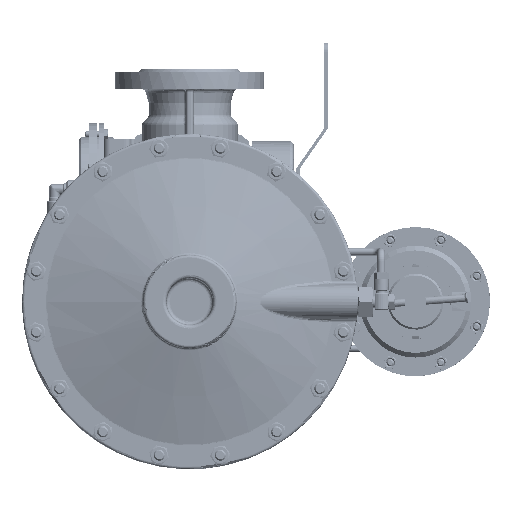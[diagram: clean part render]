
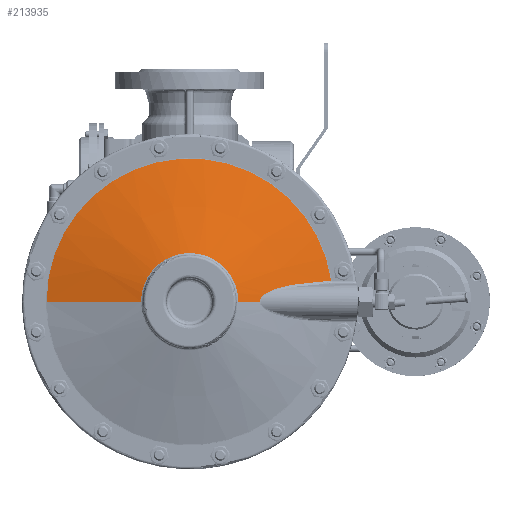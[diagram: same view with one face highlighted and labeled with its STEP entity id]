
A CAD part, front view. The second image highlights one B-rep face of the part: STEP entity #213935.
In plain terms, the highlighted conical face has half-angle 75 degrees and reference radius 102.921 mm.
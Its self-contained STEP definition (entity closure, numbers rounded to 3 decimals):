
#4819 = CARTESIAN_POINT ( 'NONE',  ( 511.664, -149.02, -45.719 ) ) ;
#9573 = LINE ( 'NONE', #90952, #112143 ) ;
#12567 = FACE_OUTER_BOUND ( 'NONE', #243147, .T. ) ;
#13268 = DIRECTION ( 'NONE',  ( 0., 1., 0. ) ) ;
#13325 = DIRECTION ( 'NONE',  ( 0., 1., 0. ) ) ;
#16854 = CARTESIAN_POINT ( 'NONE',  ( 469.337, -160.427, -50.588 ) ) ;
#17732 = CARTESIAN_POINT ( 'NONE',  ( 446.017, -166.934, -59.412 ) ) ;
#18599 = CARTESIAN_POINT ( 'NONE',  ( 440.579, -168.499, -67.5 ) ) ;
#25386 = CARTESIAN_POINT ( 'NONE',  ( 509.566, -149.58, -45.819 ) ) ;
#27728 = VERTEX_POINT ( 'NONE', #111585 ) ;
#27731 = EDGE_CURVE ( 'NONE', #200539, #27728, #9573, .T. ) ;
#31460 = DIRECTION ( 'NONE',  ( 0., 1., 0. ) ) ;
#36555 = CARTESIAN_POINT ( 'NONE',  ( 506.794, -150.32, -45.951 ) ) ;
#37427 = CARTESIAN_POINT ( 'NONE',  ( 464.915, -161.643, -51.655 ) ) ;
#38302 = CARTESIAN_POINT ( 'NONE',  ( 444.206, -167.452, -60.836 ) ) ;
#39917 = EDGE_CURVE ( 'NONE', #142056, #200539, #72429, .T. ) ;
#45975 = CARTESIAN_POINT ( 'NONE',  ( 507.641, -150.094, -45.911 ) ) ;
#50058 = EDGE_CURVE ( 'NONE', #166470, #27728, #123691, .T. ) ;
#58054 = CARTESIAN_POINT ( 'NONE',  ( 460.526, -162.856, -52.894 ) ) ;
#58904 = CARTESIAN_POINT ( 'NONE',  ( 442.575, -167.922, -62.5 ) ) ;
#64602 = ORIENTED_EDGE ( 'NONE', *, *, #27731, .T. ) ;
#66591 = CARTESIAN_POINT ( 'NONE',  ( 506.794, -150.32, -45.951 ) ) ;
#72429 = CIRCLE ( 'NONE', #197375, 52.224 ) ;
#74250 = DIRECTION ( 'NONE',  ( -1., 0., 0. ) ) ;
#78667 = CARTESIAN_POINT ( 'NONE',  ( 456.216, -164.055, -54.338 ) ) ;
#79559 = CARTESIAN_POINT ( 'NONE',  ( 441.688, -168.178, -63.774 ) ) ;
#79986 = CARTESIAN_POINT ( 'NONE',  ( 313.109, -174.668, -67.5 ) ) ;
#86358 = CARTESIAN_POINT ( 'NONE',  ( 517.36, -147.499, -45.448 ) ) ;
#89396 = EDGE_CURVE ( 'NONE', #142056, #134306, #153837, .T. ) ;
#90952 = CARTESIAN_POINT ( 'NONE',  ( 468.254, -161.084, -67.5 ) ) ;
#94804 = CARTESIAN_POINT ( 'NONE',  ( 365.333, -161.084, -67.5 ) ) ;
#96167 = CIRCLE ( 'NONE', #188838, 153.619 ) ;
#98369 = CARTESIAN_POINT ( 'NONE',  ( 494.706, -153.551, -46.71 ) ) ;
#98497 = DIRECTION ( 'NONE',  ( -0.966, 0.259, 0. ) ) ;
#99268 = CARTESIAN_POINT ( 'NONE',  ( 452.011, -165.235, -56.048 ) ) ;
#100113 = CARTESIAN_POINT ( 'NONE',  ( 441.145, -168.335, -64.818 ) ) ;
#105160 = CARTESIAN_POINT ( 'NONE',  ( 516.86, -147.633, -45.472 ) ) ;
#106937 = CARTESIAN_POINT ( 'NONE',  ( 515.858, -147.9, -45.52 ) ) ;
#110629 = B_SPLINE_CURVE_WITH_KNOTS ( 'NONE', 3,
 ( #86358, #105160, #106937, #250200, #127549, #4819, #148069, #25386, #168626, #45975, #189267, #66591 ),
 .UNSPECIFIED., .F., .F.,
 ( 4, 1, 1, 1, 1, 1, 1, 1, 1, 4 ),
 ( 0., 0.142, 0.284, 0.426, 0.548, 0.643, 0.738, 0.832, 0.927, 1. ),
 .UNSPECIFIED. ) ;
#111585 = CARTESIAN_POINT ( 'NONE',  ( 440.579, -168.499, -67.5 ) ) ;
#112143 = VECTOR ( 'NONE', #152745, 1000. ) ;
#113106 = CARTESIAN_POINT ( 'NONE',  ( 211.714, -147.499, -67.5 ) ) ;
#118644 = VERTEX_POINT ( 'NONE', #212555 ) ;
#119003 = CARTESIAN_POINT ( 'NONE',  ( 482.714, -156.785, -48.157 ) ) ;
#119881 = CARTESIAN_POINT ( 'NONE',  ( 448.622, -166.193, -57.775 ) ) ;
#120757 = CARTESIAN_POINT ( 'NONE',  ( 440.763, -168.446, -65.933 ) ) ;
#123691 = B_SPLINE_CURVE_WITH_KNOTS ( 'NONE', 3,
 ( #36555, #159280, #98369, #241638, #119003, #262252, #139612, #16854, #160138, #37427, #180736, #58054, #201278, #78667, #221853, #99268, #242519, #119881, #263137, #140496, #17732, #161001, #38302, #181620, #58904, #202166, #79559, #222728, #100113, #243389, #120757, #264011, #141350, #18599 ),
 .UNSPECIFIED., .F., .F.,
 ( 4, 2, 2, 2, 2, 2, 2, 2, 2, 2, 2, 2, 2, 2, 2, 2, 4 ),
 ( 0., 0.25, 0.375, 0.5, 0.563, 0.625, 0.688, 0.75, 0.813, 0.844, 0.875, 0.906, 0.938, 0.953, 0.969, 0.984, 1. ),
 .UNSPECIFIED. ) ;
#124953 = ORIENTED_EDGE ( 'NONE', *, *, #50058, .F. ) ;
#127549 = CARTESIAN_POINT ( 'NONE',  ( 512.926, -148.683, -45.659 ) ) ;
#134306 = VERTEX_POINT ( 'NONE', #113106 ) ;
#135585 = ORIENTED_EDGE ( 'NONE', *, *, #144666, .F. ) ;
#136045 = CARTESIAN_POINT ( 'NONE',  ( 365.333, -147.499, -67.5 ) ) ;
#139612 = CARTESIAN_POINT ( 'NONE',  ( 473.777, -159.212, -49.642 ) ) ;
#140496 = CARTESIAN_POINT ( 'NONE',  ( 446.654, -166.752, -58.978 ) ) ;
#141350 = CARTESIAN_POINT ( 'NONE',  ( 440.579, -168.499, -67.107 ) ) ;
#142056 = VERTEX_POINT ( 'NONE', #79986 ) ;
#144666 = EDGE_CURVE ( 'NONE', #118644, #166470, #110629, .T. ) ;
#148069 = CARTESIAN_POINT ( 'NONE',  ( 510.568, -149.313, -45.772 ) ) ;
#152745 = DIRECTION ( 'NONE',  ( 0.966, 0.259, 0. ) ) ;
#153837 = LINE ( 'NONE', #221109, #208227 ) ;
#154203 = CARTESIAN_POINT ( 'NONE',  ( 365.333, -174.668, -67.5 ) ) ;
#156567 = DIRECTION ( 'NONE',  ( 0.99, 0., -0.144 ) ) ;
#159280 = CARTESIAN_POINT ( 'NONE',  ( 500.737, -151.936, -46.24 ) ) ;
#160138 = CARTESIAN_POINT ( 'NONE',  ( 467.861, -160.832, -50.925 ) ) ;
#161001 = CARTESIAN_POINT ( 'NONE',  ( 444.794, -167.284, -60.341 ) ) ;
#163154 = CONICAL_SURFACE ( 'NONE', #179567, 102.921, 1.309 ) ;
#166470 = VERTEX_POINT ( 'NONE', #206074 ) ;
#168626 = CARTESIAN_POINT ( 'NONE',  ( 508.565, -149.847, -45.867 ) ) ;
#174751 = DIRECTION ( 'NONE',  ( 1., 0., 0. ) ) ;
#179567 = AXIS2_PLACEMENT_3D ( 'NONE', #94804, #13325, #74250 ) ;
#180736 = CARTESIAN_POINT ( 'NONE',  ( 463.443, -162.049, -52.047 ) ) ;
#181620 = CARTESIAN_POINT ( 'NONE',  ( 443.099, -167.771, -61.912 ) ) ;
#188838 = AXIS2_PLACEMENT_3D ( 'NONE', #136045, #13268, #156567 ) ;
#189267 = CARTESIAN_POINT ( 'NONE',  ( 507.05, -150.251, -45.939 ) ) ;
#197375 = AXIS2_PLACEMENT_3D ( 'NONE', #154203, #31460, #174751 ) ;
#200539 = VERTEX_POINT ( 'NONE', #221876 ) ;
#201278 = CARTESIAN_POINT ( 'NONE',  ( 459.079, -163.258, -53.349 ) ) ;
#202166 = CARTESIAN_POINT ( 'NONE',  ( 441.897, -168.117, -63.447 ) ) ;
#206074 = CARTESIAN_POINT ( 'NONE',  ( 506.794, -150.32, -45.951 ) ) ;
#208227 = VECTOR ( 'NONE', #98497, 1000. ) ;
#212555 = CARTESIAN_POINT ( 'NONE',  ( 517.36, -147.499, -45.448 ) ) ;
#213935 = ADVANCED_FACE ( 'NONE', ( #12567 ), #163154, .T. ) ;
#221109 = CARTESIAN_POINT ( 'NONE',  ( 262.412, -161.084, -67.5 ) ) ;
#221259 = ORIENTED_EDGE ( 'NONE', *, *, #39917, .T. ) ;
#221853 = CARTESIAN_POINT ( 'NONE',  ( 454.801, -164.451, -54.872 ) ) ;
#221876 = CARTESIAN_POINT ( 'NONE',  ( 417.556, -174.668, -67.5 ) ) ;
#222728 = CARTESIAN_POINT ( 'NONE',  ( 441.312, -168.287, -64.459 ) ) ;
#233250 = EDGE_CURVE ( 'NONE', #134306, #118644, #96167, .T. ) ;
#241593 = ORIENTED_EDGE ( 'NONE', *, *, #89396, .F. ) ;
#241638 = CARTESIAN_POINT ( 'NONE',  ( 485.706, -155.976, -47.752 ) ) ;
#242519 = CARTESIAN_POINT ( 'NONE',  ( 450.636, -165.622, -56.69 ) ) ;
#243147 = EDGE_LOOP ( 'NONE', ( #221259, #64602, #124953, #135585, #253055, #241593 ) ) ;
#243389 = CARTESIAN_POINT ( 'NONE',  ( 440.87, -168.415, -65.556 ) ) ;
#250200 = CARTESIAN_POINT ( 'NONE',  ( 514.356, -148.302, -45.591 ) ) ;
#253055 = ORIENTED_EDGE ( 'NONE', *, *, #233250, .F. ) ;
#262252 = CARTESIAN_POINT ( 'NONE',  ( 476.75, -158.403, -49.102 ) ) ;
#263137 = CARTESIAN_POINT ( 'NONE',  ( 447.958, -166.381, -58.158 ) ) ;
#264011 = CARTESIAN_POINT ( 'NONE',  ( 440.617, -168.488, -66.708 ) ) ;
